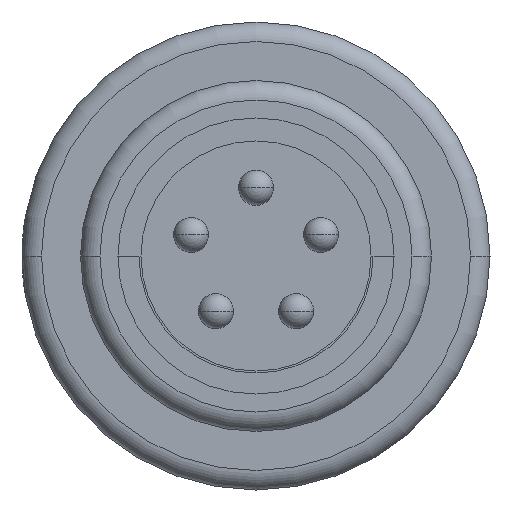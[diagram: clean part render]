
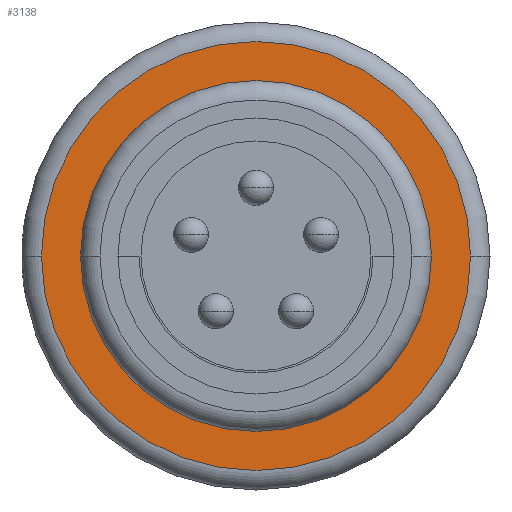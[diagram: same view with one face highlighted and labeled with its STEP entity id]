
A CAD part, left-side view. The second image highlights one B-rep face of the part: STEP entity #3138.
In plain terms, the highlighted planar face has unit normal (-1, 0, 0).
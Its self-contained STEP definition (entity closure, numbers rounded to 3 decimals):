
#232=CARTESIAN_POINT('',(-2.4,0.,0.));
#233=DIRECTION('',(-1.,0.,0.));
#234=DIRECTION('',(0.,1.,0.));
#235=AXIS2_PLACEMENT_3D('',#232,#233,#234);
#255=CARTESIAN_POINT('',(-2.4,0.,0.));
#256=DIRECTION('',(1.,0.,0.));
#257=DIRECTION('',(0.,1.,0.));
#258=AXIS2_PLACEMENT_3D('',#255,#256,#257);
#263=CARTESIAN_POINT('',(-2.4,0.,0.));
#264=DIRECTION('',(-1.,0.,0.));
#265=DIRECTION('',(0.,-1.,0.));
#266=AXIS2_PLACEMENT_3D('',#263,#264,#265);
#271=CARTESIAN_POINT('',(-2.4,0.,0.));
#272=DIRECTION('',(-1.,0.,0.));
#273=DIRECTION('',(0.,1.,0.));
#274=AXIS2_PLACEMENT_3D('',#271,#272,#273);
#2766=CARTESIAN_POINT('',(-2.4,4.5,0.));
#2767=CARTESIAN_POINT('',(-2.4,-4.5,0.));
#2768=VERTEX_POINT('',#2766);
#2769=VERTEX_POINT('',#2767);
#2878=CARTESIAN_POINT('',(-2.4,-5.5,0.));
#2879=CARTESIAN_POINT('',(-2.4,5.5,0.));
#2880=VERTEX_POINT('',#2878);
#2881=VERTEX_POINT('',#2879);
#3123=CARTESIAN_POINT('',(-2.4,0.,0.));
#3124=DIRECTION('',(1.,0.,0.));
#3125=DIRECTION('',(0.,-1.,0.));
#3126=AXIS2_PLACEMENT_3D('',#3123,#3124,#3125);
#3127=PLANE('',#3126);
#3129=ORIENTED_EDGE('',*,*,#3128,.F.);
#3131=ORIENTED_EDGE('',*,*,#3130,.F.);
#3132=EDGE_LOOP('',(#3129,#3131));
#3133=FACE_OUTER_BOUND('',#3132,.F.);
#3134=ORIENTED_EDGE('',*,*,#3117,.F.);
#3135=ORIENTED_EDGE('',*,*,#3103,.T.);
#3136=EDGE_LOOP('',(#3134,#3135));
#3137=FACE_BOUND('',#3136,.F.);
#236=CIRCLE('',#235,4.5);
#259=CIRCLE('',#258,4.5);
#267=CIRCLE('',#266,5.5);
#275=CIRCLE('',#274,5.5);
#3103=EDGE_CURVE('',#2768,#2769,#236,.T.);
#3117=EDGE_CURVE('',#2768,#2769,#259,.T.);
#3128=EDGE_CURVE('',#2880,#2881,#267,.T.);
#3130=EDGE_CURVE('',#2881,#2880,#275,.T.);
#3138=ADVANCED_FACE('',(#3133,#3137),#3127,.F.);
